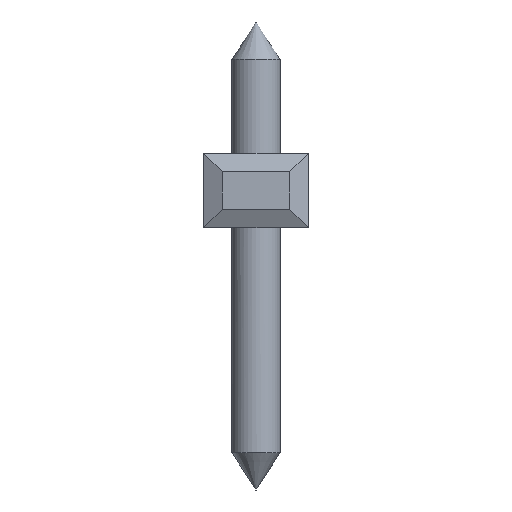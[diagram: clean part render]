
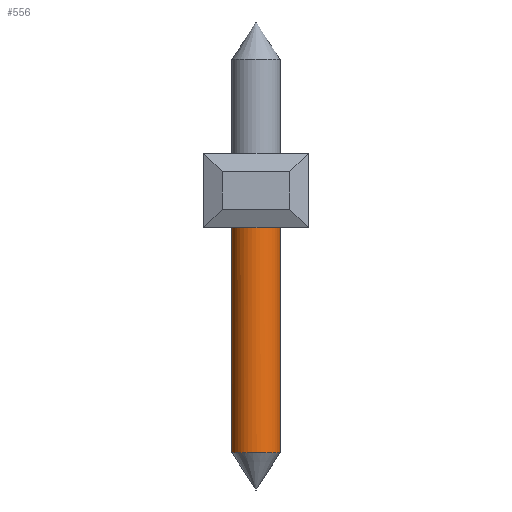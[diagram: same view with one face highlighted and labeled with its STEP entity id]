
A CAD part, left-side view. The second image highlights one B-rep face of the part: STEP entity #556.
In plain terms, the highlighted cylindrical face has radius 0.65 mm (diameter 1.3 mm), a full revolution.
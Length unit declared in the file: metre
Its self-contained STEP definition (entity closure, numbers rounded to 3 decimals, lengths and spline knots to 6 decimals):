
#556=ADVANCED_FACE('',(#1153,#1154),#1155,.T.);
#1153=FACE_OUTER_BOUND('',#1790,.T.);
#1154=FACE_OUTER_BOUND('',#1791,.T.);
#1155=CYLINDRICAL_SURFACE('',#1792,0.00065);
#1790=EDGE_LOOP('',(#3373));
#1791=EDGE_LOOP('',(#3374));
#1792=AXIS2_PLACEMENT_3D('',#3375,#3376,#3377);
#3373=ORIENTED_EDGE('',*,*,#4025,.F.);
#3374=ORIENTED_EDGE('',*,*,#4104,.F.);
#3375=CARTESIAN_POINT('',(-0.00435,-0.03326,0.0025));
#3376=DIRECTION('',(0.0,0.,-1.0));
#3377=DIRECTION('',(-1.0,0.0,0.0));
#4025=EDGE_CURVE('',#4874,#4874,#4875,.T.);
#4104=EDGE_CURVE('',#4978,#4978,#4979,.T.);
#4874=VERTEX_POINT('',#6090);
#4875=CIRCLE('',#6091,0.00065);
#4978=VERTEX_POINT('',#6240);
#4979=CIRCLE('',#6241,0.00065);
#6090=CARTESIAN_POINT('',(-0.00435,-0.03391,-0.0018));
#6091=AXIS2_PLACEMENT_3D('',#6678,#6679,#6680);
#6240=CARTESIAN_POINT('',(-0.00396,-0.03274,-0.008));
#6241=AXIS2_PLACEMENT_3D('',#6736,#6737,#6738);
#6678=CARTESIAN_POINT('',(-0.00435,-0.03326,-0.0018));
#6679=DIRECTION('',(0.0,0.,1.0));
#6680=DIRECTION('',(0.0,-1.0,0.));
#6736=CARTESIAN_POINT('',(-0.00435,-0.03326,-0.008));
#6737=DIRECTION('',(0.,0.,-1.0));
#6738=DIRECTION('',(0.6,0.8,0.));
